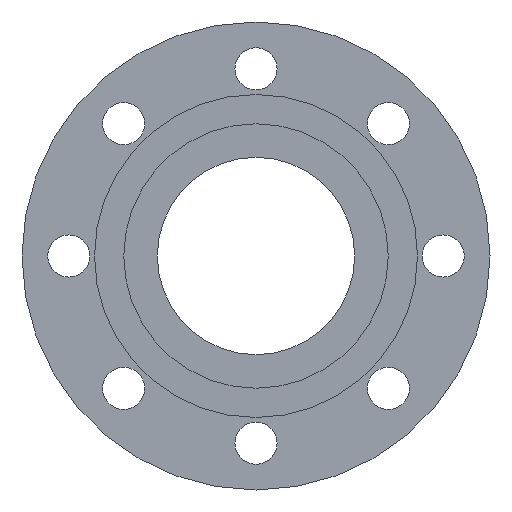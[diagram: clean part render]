
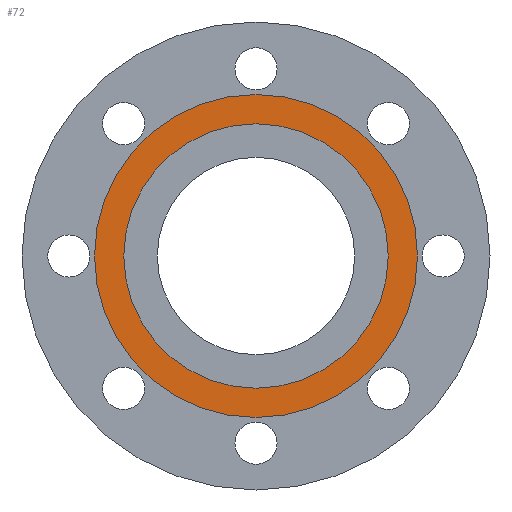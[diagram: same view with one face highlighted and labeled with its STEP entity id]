
A CAD part, front view. The second image highlights one B-rep face of the part: STEP entity #72.
In plain terms, the highlighted planar face has unit normal (0, -1, 0).
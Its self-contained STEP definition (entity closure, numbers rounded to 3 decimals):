
#12 = CARTESIAN_POINT ( 'NONE',  ( 0., 0., 0. ) ) ;
#31 = EDGE_LOOP ( 'NONE', ( #1007, #1057 ) ) ;
#52 = EDGE_LOOP ( 'NONE', ( #605, #701 ) ) ;
#72 = ADVANCED_FACE ( 'NONE', ( #919, #1100 ), #1181, .T. ) ;
#100 = EDGE_CURVE ( 'NONE', #709, #611, #329, .T. ) ;
#109 = CIRCLE ( 'NONE', #507, 56.5 ) ;
#143 = CARTESIAN_POINT ( 'NONE',  ( 0., 0., 0. ) ) ;
#175 = AXIS2_PLACEMENT_3D ( 'NONE', #278, #923, #363 ) ;
#193 = CARTESIAN_POINT ( 'NONE',  ( 0., 0., 69. ) ) ;
#244 = EDGE_CURVE ( 'NONE', #863, #819, #109, .T. ) ;
#267 = DIRECTION ( 'NONE',  ( 0., 0., 1. ) ) ;
#278 = CARTESIAN_POINT ( 'NONE',  ( 0., 0., 0. ) ) ;
#318 = DIRECTION ( 'NONE',  ( 0., 1., 0. ) ) ;
#329 = CIRCLE ( 'NONE', #399, 69. ) ;
#353 = CARTESIAN_POINT ( 'NONE',  ( 0., 0., 0. ) ) ;
#359 = DIRECTION ( 'NONE',  ( 0., 0., -1. ) ) ;
#363 = DIRECTION ( 'NONE',  ( 0., 0., 1. ) ) ;
#370 = CIRCLE ( 'NONE', #519, 56.5 ) ;
#399 = AXIS2_PLACEMENT_3D ( 'NONE', #353, #1114, #1094 ) ;
#406 = AXIS2_PLACEMENT_3D ( 'NONE', #629, #1109, #359 ) ;
#439 = CARTESIAN_POINT ( 'NONE',  ( 0., 0., -56.5 ) ) ;
#507 = AXIS2_PLACEMENT_3D ( 'NONE', #143, #318, #705 ) ;
#519 = AXIS2_PLACEMENT_3D ( 'NONE', #12, #899, #267 ) ;
#543 = CIRCLE ( 'NONE', #175, 69. ) ;
#605 = ORIENTED_EDGE ( 'NONE', *, *, #929, .T. ) ;
#611 = VERTEX_POINT ( 'NONE', #193 ) ;
#629 = CARTESIAN_POINT ( 'NONE',  ( 0., 0., 56.5 ) ) ;
#701 = ORIENTED_EDGE ( 'NONE', *, *, #244, .T. ) ;
#705 = DIRECTION ( 'NONE',  ( 0., 0., 1. ) ) ;
#709 = VERTEX_POINT ( 'NONE', #872 ) ;
#717 = CARTESIAN_POINT ( 'NONE',  ( 0., 0., 56.5 ) ) ;
#819 = VERTEX_POINT ( 'NONE', #717 ) ;
#863 = VERTEX_POINT ( 'NONE', #439 ) ;
#872 = CARTESIAN_POINT ( 'NONE',  ( 0., 0., -69. ) ) ;
#875 = EDGE_CURVE ( 'NONE', #611, #709, #543, .T. ) ;
#899 = DIRECTION ( 'NONE',  ( 0., 1., 0. ) ) ;
#919 = FACE_BOUND ( 'NONE', #52, .T. ) ;
#923 = DIRECTION ( 'NONE',  ( 0., 1., 0. ) ) ;
#929 = EDGE_CURVE ( 'NONE', #819, #863, #370, .T. ) ;
#1007 = ORIENTED_EDGE ( 'NONE', *, *, #875, .F. ) ;
#1057 = ORIENTED_EDGE ( 'NONE', *, *, #100, .F. ) ;
#1094 = DIRECTION ( 'NONE',  ( 0., 0., 1. ) ) ;
#1100 = FACE_OUTER_BOUND ( 'NONE', #31, .T. ) ;
#1109 = DIRECTION ( 'NONE',  ( 0., -1., 0. ) ) ;
#1114 = DIRECTION ( 'NONE',  ( 0., 1., 0. ) ) ;
#1181 = PLANE ( 'NONE',  #406 ) ;
